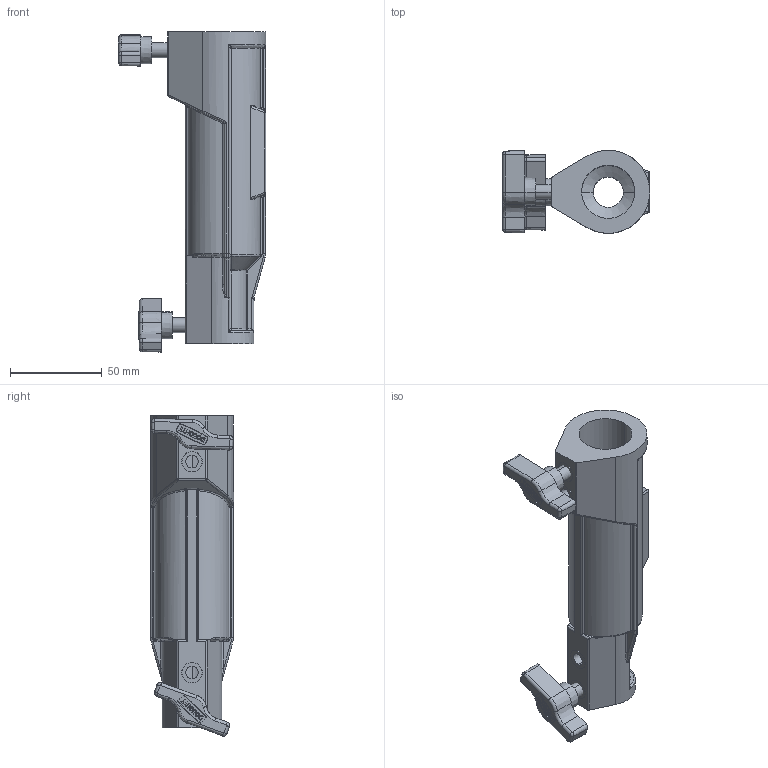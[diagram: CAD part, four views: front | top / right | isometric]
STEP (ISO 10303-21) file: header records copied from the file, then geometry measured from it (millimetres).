
FILE_DESCRIPTION (( 'STEP AP203' ), '1' );
FILE_NAME ('G1002.STEP', '2018-09-25T10:38:27', ( '' ), ( '' ), 'SwSTEP 2.0', 'SolidWorks 2016', '' );
FILE_SCHEMA (( 'CONFIG_CONTROL_DESIGN' ));
Length unit declared in the file: millimetre
Products named in the file (6): TH1852; Doughty Knob_S0130; F630; G1002; TH1853; Doughty Knob_S0127
Assembly tree (8 placements, depth 3):
  G1002
    TH1852
      TH1853
      F630  x4
    Doughty Knob_S0130
    Doughty Knob_S0127
Bounding box: 80.45 x 45.3 x 174.64 mm (x, y, z)
Volume: 141941.8 mm3; surface area: 50413.3 mm2
Topology: 7 solids, 7 shells, 572 faces, 1390 edges, 824 vertices
Faces by surface type: cylinder 201, plane 177, bspline 91, torus 47, cone 30, sphere 26
Entity records: 19751 total; most frequent: CARTESIAN_POINT 6623, ORIENTED_EDGE 2646, DIRECTION 2579, EDGE_CURVE 1323, AXIS2_PLACEMENT_3D 985, VERTEX_POINT 800, LINE 609, VECTOR 609
